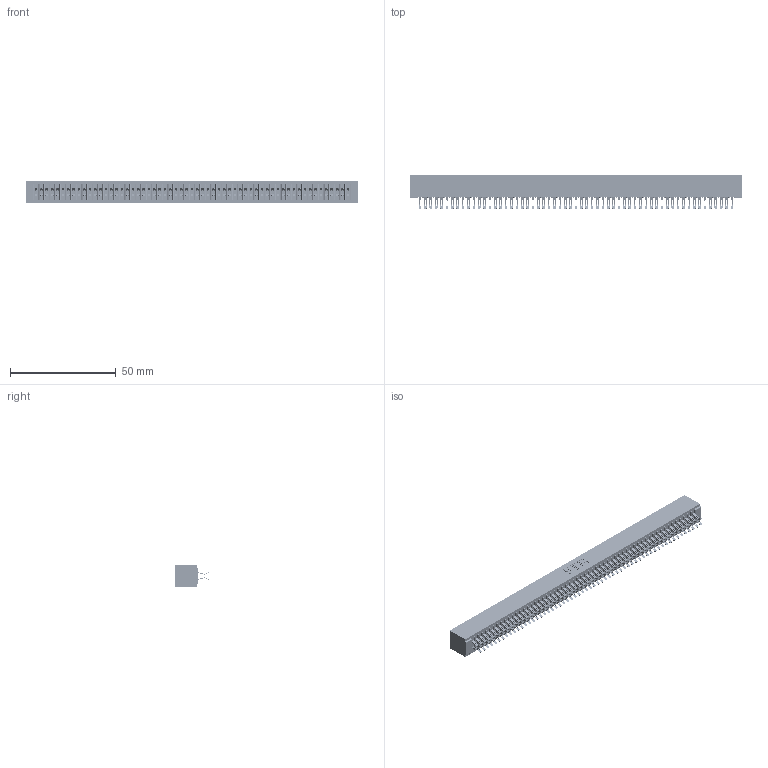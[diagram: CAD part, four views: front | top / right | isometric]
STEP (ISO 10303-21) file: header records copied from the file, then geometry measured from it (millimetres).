
FILE_DESCRIPTION (( 'STEP AP203' ), '1' );
FILE_NAME ('341-118-555-201.STEP', '2018-08-08T14:30:25', ( '' ), ( '' ), 'SwSTEP 2.0', 'SolidWorks 2016', '' );
FILE_SCHEMA (( 'CONFIG_CONTROL_DESIGN' ));
Length unit declared in the file: inch
Products named in the file (3): 341 Part_No Mounting Lugs; 341-292-001_341-292-155; 341-118-555-201
Assembly tree (119 placements, depth 2):
  341-118-555-201
    341 Part_No Mounting Lugs
    341-292-001_341-292-155  x118
Bounding box: 156.84 x 16.31 x 10.16 mm (x, y, z)
Volume: 11983.1 mm3; surface area: 23433.4 mm2
Topology: 119 solids, 119 shells, 9312 faces, 27845 edges, 18126 vertices
Faces by surface type: plane 5020, cylinder 4056, sphere 120, torus 116
Entity records: 69330 total; most frequent: CARTESIAN_POINT 11539, ORIENTED_EDGE 11458, DIRECTION 11175, EDGE_CURVE 5729, VECTOR 4635, LINE 4635, VERTEX_POINT 3618, AXIS2_PLACEMENT_3D 3270
